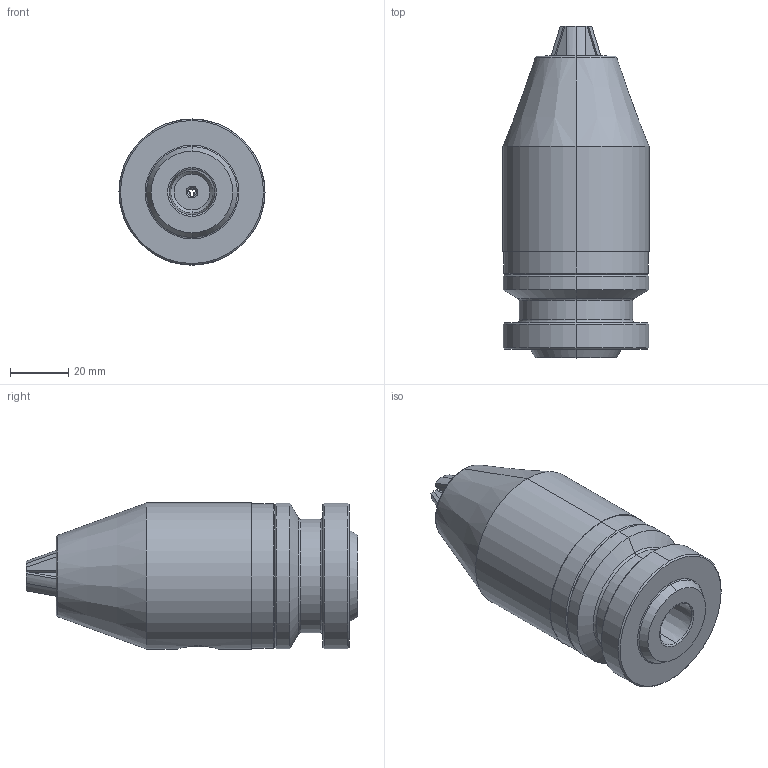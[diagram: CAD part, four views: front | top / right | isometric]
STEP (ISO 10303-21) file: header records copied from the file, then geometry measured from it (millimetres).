
FILE_DESCRIPTION (( 'STEP AP214' ), '1' );
FILE_NAME ('BA133161B0001A.STEP', '2020-06-29T02:39:43', ( '' ), ( '' ), 'SwSTEP 2.0', 'SolidWorks 2017', '' );
FILE_SCHEMA (( 'AUTOMOTIVE_DESIGN' ));
Length unit declared in the file: millimetre
Products named in the file (13): KR029096; BB13316010001A; BB13313090001A; BB13313060101A-; BA133161B0001A; BB13316040002A; BB13313050001A-; BB13313070001A; BB13316020101A; BB13313030001A; SB018001; BB13313080001A; BB1331611B401A
Assembly tree (14 placements, depth 2):
  BA133161B0001A
    BB13316010001A
    BB13316020101A
    BB13316040002A
    BB13313090001A
    BB13313050001A-
    BB13313060101A-
    BB13313080001A
    SB018001
    KR029096
    BB13313030001A  x3
    BB1331611B401A
    BB13313070001A
Bounding box: 50.1 x 113.79 x 50.1 mm (x, y, z)
Volume: 143049.6 mm3; surface area: 64675.8 mm2
Topology: 14 solids, 14 shells, 959 faces, 2555 edges, 1618 vertices
Faces by surface type: cylinder 339, plane 284, cone 234, torus 92, bspline 10
Entity records: 36515 total; most frequent: CARTESIAN_POINT 14760, ORIENTED_EDGE 4830, DIRECTION 3992, EDGE_CURVE 2415, AXIS2_PLACEMENT_3D 1659, VERTEX_POINT 1540, EDGE_LOOP 963, ADVANCED_FACE 911
